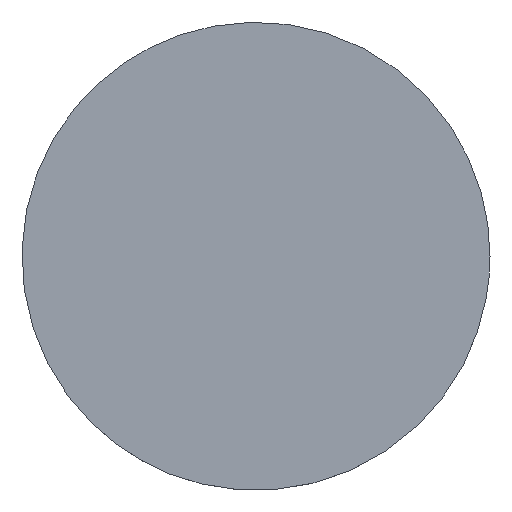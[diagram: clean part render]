
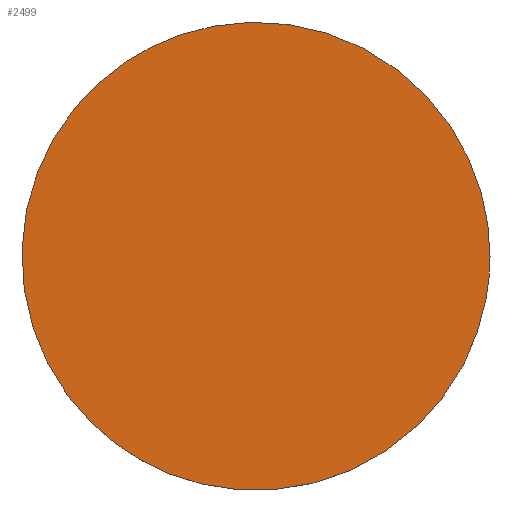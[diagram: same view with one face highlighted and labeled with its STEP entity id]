
A CAD part, top view. The second image highlights one B-rep face of the part: STEP entity #2499.
In plain terms, the highlighted free-form (B-spline) face has degree [1, 1] with [2, 2] control points.
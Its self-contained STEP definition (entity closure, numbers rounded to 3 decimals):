
#2451 = EDGE_CURVE('',#2452,#2452,#2454,.T.);
#2452 = VERTEX_POINT('',#2453);
#2453 = CARTESIAN_POINT('',(638.441,0.,
    695.191));
#2454 = ( BOUNDED_CURVE() B_SPLINE_CURVE(2,(#2455,#2456,#2457,#2458,
#2459,#2460,#2461),.UNSPECIFIED.,.T.,.F.) B_SPLINE_CURVE_WITH_KNOTS((3,2
    ,2,3),(3.142,5.236,7.33,9.425),
.PIECEWISE_BEZIER_KNOTS.) CURVE() GEOMETRIC_REPRESENTATION_ITEM() 
RATIONAL_B_SPLINE_CURVE((1.,0.5,1.,0.5,1.,0.5,1.)) REPRESENTATION_ITEM(
  '') );
#2455 = CARTESIAN_POINT('',(638.441,0.,
    695.191));
#2456 = CARTESIAN_POINT('',(638.441,1105.812,
    695.191));
#2457 = CARTESIAN_POINT('',(-319.22,552.906,
    695.191));
#2458 = CARTESIAN_POINT('',(-1276.882,0.,
    695.191));
#2459 = CARTESIAN_POINT('',(-319.22,-552.906,
    695.191));
#2460 = CARTESIAN_POINT('',(638.441,-1105.812,
    695.191));
#2461 = CARTESIAN_POINT('',(638.441,0.,
    695.191));
#2499 = ADVANCED_FACE('',(#2500),#2503,.T.);
#2500 = FACE_BOUND('',#2501,.T.);
#2501 = EDGE_LOOP('',(#2502));
#2502 = ORIENTED_EDGE('',*,*,#2451,.T.);
#2503 = B_SPLINE_SURFACE_WITH_KNOTS('',1,1,(
    (#2504,#2505)
    ,(#2506,#2507
  )),.UNSPECIFIED.,.F.,.F.,.F.,(2,2),(2,2),(-457.2,457.2),(-457.2,457.2)
  ,.PIECEWISE_BEZIER_KNOTS.);
#2504 = CARTESIAN_POINT('',(638.441,638.441,
    695.191));
#2505 = CARTESIAN_POINT('',(638.441,-638.441,
    695.191));
#2506 = CARTESIAN_POINT('',(-638.441,638.441,
    695.191));
#2507 = CARTESIAN_POINT('',(-638.441,-638.441,
    695.191));
